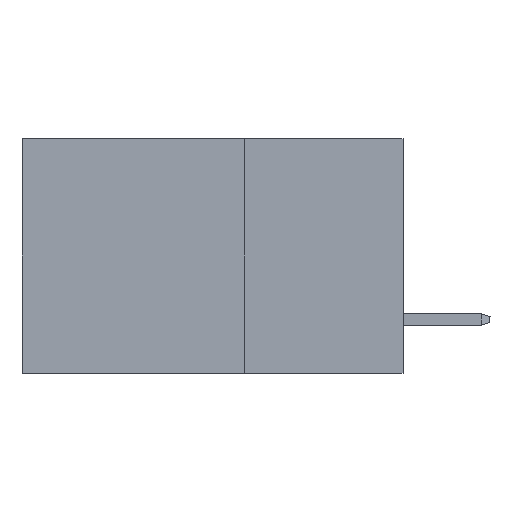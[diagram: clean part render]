
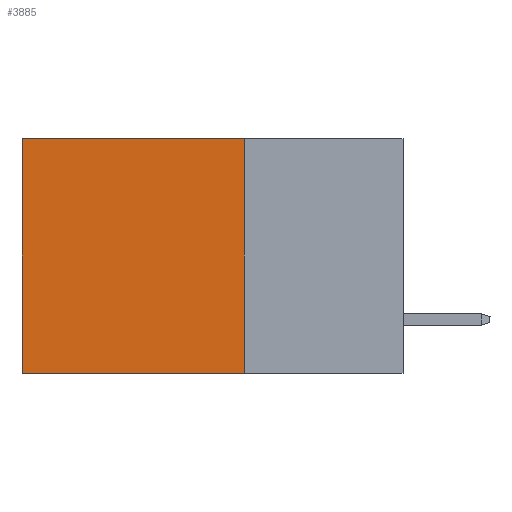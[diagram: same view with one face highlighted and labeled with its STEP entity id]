
A CAD part, left-side view. The second image highlights one B-rep face of the part: STEP entity #3885.
In plain terms, the highlighted planar face has unit normal (-1, 0, 0).
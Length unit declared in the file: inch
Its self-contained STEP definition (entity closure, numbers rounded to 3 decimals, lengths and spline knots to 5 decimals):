
#1396 = AXIS2_PLACEMENT_3D ( 'NONE', #10350, #13867, #11979 ) ;
#1453 = DIRECTION ( 'NONE',  ( 0., 1., 0. ) ) ;
#3010 = CARTESIAN_POINT ( 'NONE',  ( 0.2875, 0.25, 0. ) ) ;
#3719 = PLANE ( 'NONE',  #1396 ) ;
#3767 = VERTEX_POINT ( 'NONE', #15366 ) ;
#3885 = ADVANCED_FACE ( 'NONE', ( #14276 ), #3719, .F. ) ;
#4201 = VERTEX_POINT ( 'NONE', #24194 ) ;
#5166 = ORIENTED_EDGE ( 'NONE', *, *, #9446, .T. ) ;
#5545 = DIRECTION ( 'NONE',  ( 0., 0., -1. ) ) ;
#6802 = CARTESIAN_POINT ( 'NONE',  ( 0.2875, 0.25, -0.37 ) ) ;
#7705 = VECTOR ( 'NONE', #1453, 39.37008 ) ;
#7755 = CARTESIAN_POINT ( 'NONE',  ( 0.2875, 0.25, -0.37 ) ) ;
#8833 = LINE ( 'NONE', #3010, #26029 ) ;
#9446 = EDGE_CURVE ( 'NONE', #4201, #11616, #24068, .T. ) ;
#9909 = EDGE_CURVE ( 'NONE', #3767, #4201, #11747, .T. ) ;
#10350 = CARTESIAN_POINT ( 'NONE',  ( 0.2875, 0.25, 0. ) ) ;
#11616 = VERTEX_POINT ( 'NONE', #19122 ) ;
#11646 = CARTESIAN_POINT ( 'NONE',  ( 0.2875, 0.6, 0. ) ) ;
#11747 = LINE ( 'NONE', #19992, #7705 ) ;
#11979 = DIRECTION ( 'NONE',  ( 0., 0., -1. ) ) ;
#12127 = EDGE_LOOP ( 'NONE', ( #5166, #20950, #16920, #23468 ) ) ;
#13867 = DIRECTION ( 'NONE',  ( 1., 0., 0. ) ) ;
#14276 = FACE_OUTER_BOUND ( 'NONE', #12127, .T. ) ;
#15366 = CARTESIAN_POINT ( 'NONE',  ( 0.2875, 0.25, 0. ) ) ;
#15493 = VECTOR ( 'NONE', #5545, 39.37008 ) ;
#16920 = ORIENTED_EDGE ( 'NONE', *, *, #17862, .F. ) ;
#17090 = DIRECTION ( 'NONE',  ( 0., 0., -1. ) ) ;
#17862 = EDGE_CURVE ( 'NONE', #3767, #24844, #8833, .T. ) ;
#19122 = CARTESIAN_POINT ( 'NONE',  ( 0.2875, 0.6, -0.37 ) ) ;
#19154 = EDGE_CURVE ( 'NONE', #24844, #11616, #25325, .T. ) ;
#19992 = CARTESIAN_POINT ( 'NONE',  ( 0.2875, 0.25, 0. ) ) ;
#20950 = ORIENTED_EDGE ( 'NONE', *, *, #19154, .F. ) ;
#21678 = DIRECTION ( 'NONE',  ( 0., 1., 0. ) ) ;
#23068 = VECTOR ( 'NONE', #21678, 39.37008 ) ;
#23468 = ORIENTED_EDGE ( 'NONE', *, *, #9909, .T. ) ;
#24068 = LINE ( 'NONE', #11646, #15493 ) ;
#24194 = CARTESIAN_POINT ( 'NONE',  ( 0.2875, 0.6, 0. ) ) ;
#24844 = VERTEX_POINT ( 'NONE', #7755 ) ;
#25325 = LINE ( 'NONE', #6802, #23068 ) ;
#26029 = VECTOR ( 'NONE', #17090, 39.37008 ) ;
